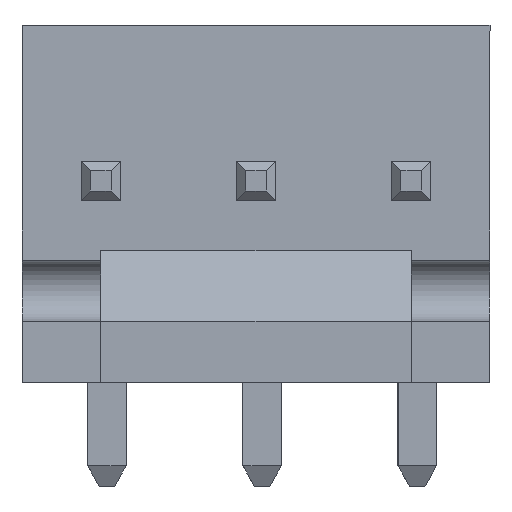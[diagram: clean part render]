
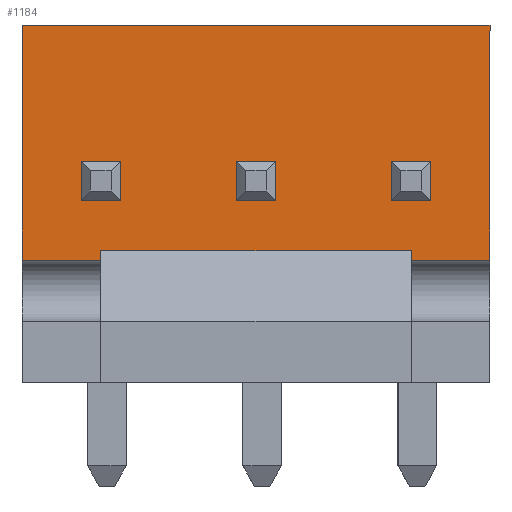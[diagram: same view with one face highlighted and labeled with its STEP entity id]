
A CAD part, front view. The second image highlights one B-rep face of the part: STEP entity #1184.
In plain terms, the highlighted face is planar.
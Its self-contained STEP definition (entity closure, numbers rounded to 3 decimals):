
#55=FACE_BOUND('',#140,.T.);
#56=FACE_BOUND('',#141,.T.);
#57=FACE_BOUND('',#142,.T.);
#64=FACE_OUTER_BOUND('',#139,.T.);
#139=EDGE_LOOP('',(#763,#764,#765,#766));
#140=EDGE_LOOP('',(#767,#768,#769,#770));
#141=EDGE_LOOP('',(#771,#772,#773,#774));
#142=EDGE_LOOP('',(#775,#776,#777,#778));
#216=LINE('',#1647,#353);
#218=LINE('',#1652,#355);
#224=LINE('',#1667,#361);
#226=LINE('',#1671,#363);
#227=LINE('',#1674,#364);
#228=LINE('',#1676,#365);
#229=LINE('',#1678,#366);
#230=LINE('',#1679,#367);
#231=LINE('',#1682,#368);
#232=LINE('',#1684,#369);
#233=LINE('',#1686,#370);
#234=LINE('',#1687,#371);
#235=LINE('',#1690,#372);
#236=LINE('',#1692,#373);
#237=LINE('',#1694,#374);
#238=LINE('',#1695,#375);
#353=VECTOR('',#1358,1.);
#355=VECTOR('',#1362,1.);
#361=VECTOR('',#1374,1.);
#363=VECTOR('',#1380,1.);
#364=VECTOR('',#1381,1.);
#365=VECTOR('',#1382,1.);
#366=VECTOR('',#1383,1.);
#367=VECTOR('',#1384,1.);
#368=VECTOR('',#1385,1.);
#369=VECTOR('',#1386,1.);
#370=VECTOR('',#1387,1.);
#371=VECTOR('',#1388,1.);
#372=VECTOR('',#1389,1.);
#373=VECTOR('',#1390,1.);
#374=VECTOR('',#1391,1.);
#375=VECTOR('',#1392,1.);
#488=VERTEX_POINT('',#1641);
#490=VERTEX_POINT('',#1645);
#492=VERTEX_POINT('',#1651);
#498=VERTEX_POINT('',#1665);
#499=VERTEX_POINT('',#1672);
#500=VERTEX_POINT('',#1673);
#501=VERTEX_POINT('',#1675);
#502=VERTEX_POINT('',#1677);
#503=VERTEX_POINT('',#1680);
#504=VERTEX_POINT('',#1681);
#505=VERTEX_POINT('',#1683);
#506=VERTEX_POINT('',#1685);
#507=VERTEX_POINT('',#1688);
#508=VERTEX_POINT('',#1689);
#509=VERTEX_POINT('',#1691);
#510=VERTEX_POINT('',#1693);
#586=EDGE_CURVE('',#488,#490,#216,.T.);
#588=EDGE_CURVE('',#492,#488,#218,.T.);
#596=EDGE_CURVE('',#490,#498,#224,.T.);
#598=EDGE_CURVE('',#498,#492,#226,.T.);
#599=EDGE_CURVE('',#499,#500,#227,.T.);
#600=EDGE_CURVE('',#500,#501,#228,.T.);
#601=EDGE_CURVE('',#501,#502,#229,.T.);
#602=EDGE_CURVE('',#502,#499,#230,.T.);
#603=EDGE_CURVE('',#503,#504,#231,.T.);
#604=EDGE_CURVE('',#504,#505,#232,.T.);
#605=EDGE_CURVE('',#505,#506,#233,.T.);
#606=EDGE_CURVE('',#506,#503,#234,.T.);
#607=EDGE_CURVE('',#507,#508,#235,.T.);
#608=EDGE_CURVE('',#508,#509,#236,.T.);
#609=EDGE_CURVE('',#509,#510,#237,.T.);
#610=EDGE_CURVE('',#510,#507,#238,.T.);
#763=ORIENTED_EDGE('',*,*,#586,.T.);
#764=ORIENTED_EDGE('',*,*,#596,.T.);
#765=ORIENTED_EDGE('',*,*,#598,.T.);
#766=ORIENTED_EDGE('',*,*,#588,.T.);
#767=ORIENTED_EDGE('',*,*,#599,.T.);
#768=ORIENTED_EDGE('',*,*,#600,.T.);
#769=ORIENTED_EDGE('',*,*,#601,.T.);
#770=ORIENTED_EDGE('',*,*,#602,.T.);
#771=ORIENTED_EDGE('',*,*,#603,.T.);
#772=ORIENTED_EDGE('',*,*,#604,.T.);
#773=ORIENTED_EDGE('',*,*,#605,.T.);
#774=ORIENTED_EDGE('',*,*,#606,.T.);
#775=ORIENTED_EDGE('',*,*,#607,.T.);
#776=ORIENTED_EDGE('',*,*,#608,.T.);
#777=ORIENTED_EDGE('',*,*,#609,.T.);
#778=ORIENTED_EDGE('',*,*,#610,.T.);
#1067=PLANE('',#1280);
#1184=ADVANCED_FACE('',(#64,#55,#56,#57),#1067,.F.);
#1280=AXIS2_PLACEMENT_3D('',#1670,#1378,#1379);
#1358=DIRECTION('',(-1.,0.,0.));
#1362=DIRECTION('',(0.,1.,0.));
#1374=DIRECTION('',(0.,-1.,0.));
#1378=DIRECTION('center_axis',(0.,0.,-1.));
#1379=DIRECTION('ref_axis',(-1.,0.,0.));
#1380=DIRECTION('',(1.,0.,0.));
#1381=DIRECTION('',(0.,1.,0.));
#1382=DIRECTION('',(1.,0.,0.));
#1383=DIRECTION('',(0.,-1.,0.));
#1384=DIRECTION('',(-1.,0.,0.));
#1385=DIRECTION('',(0.,-1.,0.));
#1386=DIRECTION('',(-1.,0.,0.));
#1387=DIRECTION('',(0.,1.,0.));
#1388=DIRECTION('',(1.,0.,0.));
#1389=DIRECTION('',(0.,-1.,0.));
#1390=DIRECTION('',(-1.,0.,0.));
#1391=DIRECTION('',(0.,1.,0.));
#1392=DIRECTION('',(1.,0.,0.));
#1641=CARTESIAN_POINT('',(6.37,2.54,2.5));
#1645=CARTESIAN_POINT('',(-1.29,2.54,2.5));
#1647=CARTESIAN_POINT('',(6.37,2.54,2.5));
#1651=CARTESIAN_POINT('',(6.37,-1.3,2.5));
#1652=CARTESIAN_POINT('',(6.37,-3.3,2.5));
#1665=CARTESIAN_POINT('',(-1.29,-1.3,2.5));
#1667=CARTESIAN_POINT('',(-1.29,2.54,2.5));
#1670=CARTESIAN_POINT('Origin',(6.37,2.54,2.5));
#1671=CARTESIAN_POINT('',(-1.29,-1.3,2.5));
#1672=CARTESIAN_POINT('',(4.76,-0.32,2.5));
#1673=CARTESIAN_POINT('',(4.76,0.32,2.5));
#1674=CARTESIAN_POINT('',(4.76,1.11,2.5));
#1675=CARTESIAN_POINT('',(5.4,0.32,2.5));
#1676=CARTESIAN_POINT('',(5.565,0.32,2.5));
#1677=CARTESIAN_POINT('',(5.4,-0.32,2.5));
#1678=CARTESIAN_POINT('',(5.4,1.43,2.5));
#1679=CARTESIAN_POINT('',(5.885,-0.32,2.5));
#1680=CARTESIAN_POINT('',(0.32,0.32,2.5));
#1681=CARTESIAN_POINT('',(0.32,-0.32,2.5));
#1682=CARTESIAN_POINT('',(0.32,1.43,2.5));
#1683=CARTESIAN_POINT('',(-0.32,-0.32,2.5));
#1684=CARTESIAN_POINT('',(3.345,-0.32,2.5));
#1685=CARTESIAN_POINT('',(-0.32,0.32,2.5));
#1686=CARTESIAN_POINT('',(-0.32,1.11,2.5));
#1687=CARTESIAN_POINT('',(3.025,0.32,2.5));
#1688=CARTESIAN_POINT('',(2.86,0.32,2.5));
#1689=CARTESIAN_POINT('',(2.86,-0.32,2.5));
#1690=CARTESIAN_POINT('',(2.86,1.43,2.5));
#1691=CARTESIAN_POINT('',(2.22,-0.32,2.5));
#1692=CARTESIAN_POINT('',(4.615,-0.32,2.5));
#1693=CARTESIAN_POINT('',(2.22,0.32,2.5));
#1694=CARTESIAN_POINT('',(2.22,1.11,2.5));
#1695=CARTESIAN_POINT('',(4.295,0.32,2.5));
